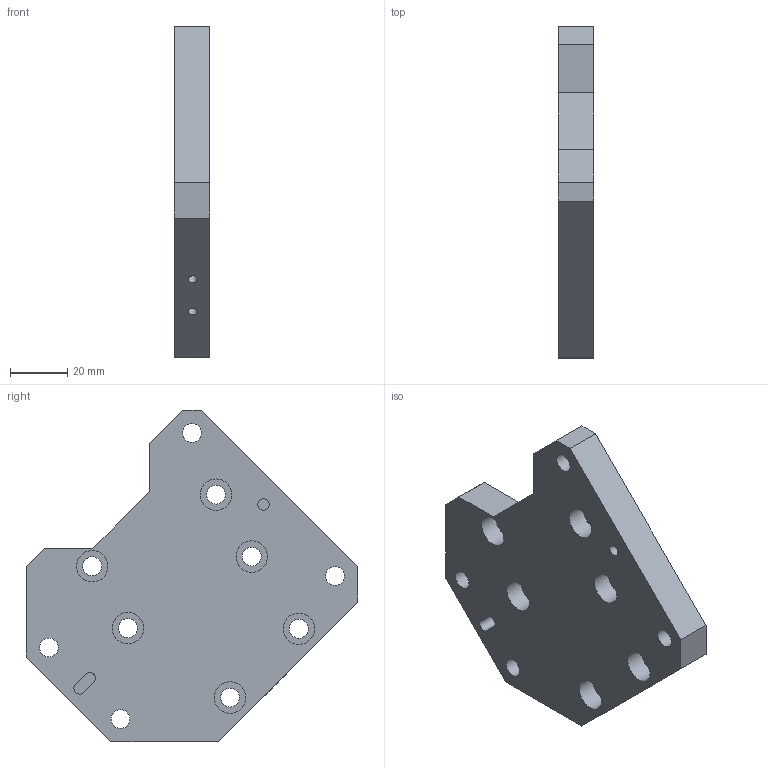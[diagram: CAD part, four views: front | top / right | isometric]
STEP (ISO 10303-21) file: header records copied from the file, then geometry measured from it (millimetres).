
FILE_DESCRIPTION(/* description */ ('Upper wedge baseplate'),/* implementation_level */ '2;1');
FILE_NAME(/* name */ 'FAB-OX0004-Wedge.Upper.Baseplate.stp',/* time_stamp */ '2020-02-10T12:01:05+00:00',/* author */ ('whgu0532'),/* organization */ (''),/* preprocessor_version */ 'ST-DEVELOPER v18',/* originating_system */ 'Autodesk Inventor 2020',/* authorisation */ '');
FILE_SCHEMA (('AUTOMOTIVE_DESIGN { 1 0 10303 214 3 1 1 }'));
Length unit declared in the file: millimetre
Products named in the file (1): FAB-OX0004
Bounding box: 12.5 x 116 x 116 mm (x, y, z)
Volume: 95128.9 mm3; surface area: 24897.4 mm2
Topology: 1 solids, 1 shells, 63 faces, 179 edges, 130 vertices
Faces by surface type: cylinder 29, plane 28, cone 6
Full cylindrical faces by diameter (mm): 3.175 x2, 3.242 x2, 4 x3, 6.6 x10, 11 x10
Entity records: 2265 total; most frequent: DIRECTION 397, CARTESIAN_POINT 367, ORIENTED_EDGE 346, EDGE_CURVE 173, AXIS2_PLACEMENT_3D 160, VERTEX_POINT 130, EDGE_LOOP 101, CIRCLE 96
